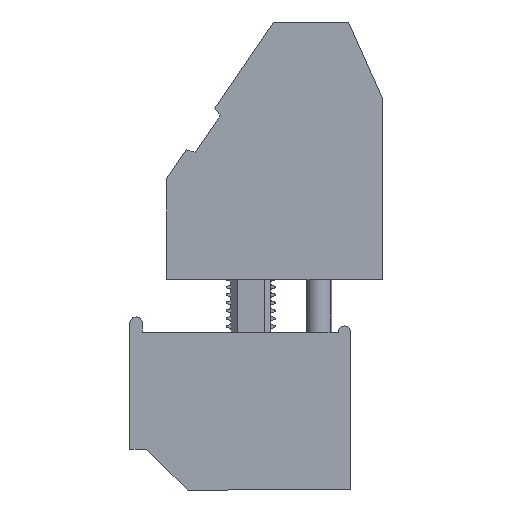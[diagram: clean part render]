
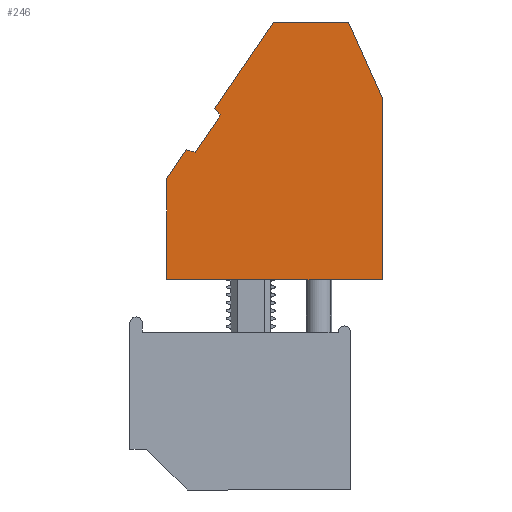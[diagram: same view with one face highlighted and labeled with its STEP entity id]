
A CAD part, left-side view. The second image highlights one B-rep face of the part: STEP entity #246.
In plain terms, the highlighted planar face has unit normal (-1, 0, 0).
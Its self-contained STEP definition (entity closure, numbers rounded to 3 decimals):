
#180=AXIS2_PLACEMENT_3D('Plane Axis2P3D',#177,#178,#179) ;
#49=CARTESIAN_POINT('Vertex',(0.,20.5,29.6)) ;
#52=CARTESIAN_POINT('Line Origine',(0.,19.56,30.979)) ;
#56=CARTESIAN_POINT('Vertex',(0.,18.619,32.358)) ;
#87=CARTESIAN_POINT('Vertex',(0.,20.5,20.)) ;
#90=CARTESIAN_POINT('Line Origine',(0.,20.5,24.8)) ;
#120=CARTESIAN_POINT('Vertex',(0.,3.2,44.5)) ;
#123=CARTESIAN_POINT('Line Origine',(0.,1.6,40.93)) ;
#127=CARTESIAN_POINT('Vertex',(0.,0.,37.36)) ;
#155=CARTESIAN_POINT('Vertex',(0.,15.934,36.296)) ;
#158=CARTESIAN_POINT('Line Origine',(0.,13.137,40.398)) ;
#162=CARTESIAN_POINT('Vertex',(0.,10.34,44.5)) ;
#177=CARTESIAN_POINT('Axis2P3D Location',(0.,0.,0.)) ;
#182=CARTESIAN_POINT('Line Origine',(0.,15.445,35.72)) ;
#186=CARTESIAN_POINT('Vertex',(0.,15.528,35.775)) ;
#188=CARTESIAN_POINT('Vertex',(0.,15.362,35.664)) ;
#191=CARTESIAN_POINT('Line Origine',(0.,16.578,33.86)) ;
#195=CARTESIAN_POINT('Vertex',(0.,17.795,32.057)) ;
#198=CARTESIAN_POINT('Line Origine',(0.,17.877,32.113)) ;
#202=CARTESIAN_POINT('Vertex',(0.,17.96,32.169)) ;
#205=CARTESIAN_POINT('Line Origine',(0.,18.29,32.264)) ;
#210=CARTESIAN_POINT('Line Origine',(0.,10.25,20.)) ;
#214=CARTESIAN_POINT('Vertex',(0.,0.,20.)) ;
#217=CARTESIAN_POINT('Line Origine',(0.,0.,28.68)) ;
#222=CARTESIAN_POINT('Line Origine',(0.,6.77,44.5)) ;
#227=CARTESIAN_POINT('Line Origine',(0.,15.731,36.036)) ;
#53=DIRECTION('Vector Direction',(0.,-0.563,0.826)) ;
#91=DIRECTION('Vector Direction',(0.,0.,1.)) ;
#124=DIRECTION('Vector Direction',(0.,-0.409,-0.913)) ;
#159=DIRECTION('Vector Direction',(0.,-0.563,0.826)) ;
#178=DIRECTION('Axis2P3D Direction',(-1.,0.,0.)) ;
#179=DIRECTION('Axis2P3D XDirection',(0.,0.,1.)) ;
#183=DIRECTION('Vector Direction',(0.,0.829,0.559)) ;
#192=DIRECTION('Vector Direction',(0.,-0.559,0.829)) ;
#199=DIRECTION('Vector Direction',(0.,-0.829,-0.559)) ;
#206=DIRECTION('Vector Direction',(0.,-0.961,-0.276)) ;
#211=DIRECTION('Vector Direction',(0.,1.,0.)) ;
#218=DIRECTION('Vector Direction',(0.,0.,-1.)) ;
#223=DIRECTION('Vector Direction',(0.,-1.,0.)) ;
#228=DIRECTION('Vector Direction',(0.,0.616,0.788)) ;
#54=VECTOR('Line Direction',#53,1.) ;
#92=VECTOR('Line Direction',#91,1.) ;
#125=VECTOR('Line Direction',#124,1.) ;
#160=VECTOR('Line Direction',#159,1.) ;
#184=VECTOR('Line Direction',#183,1.) ;
#193=VECTOR('Line Direction',#192,1.) ;
#200=VECTOR('Line Direction',#199,1.) ;
#207=VECTOR('Line Direction',#206,1.) ;
#212=VECTOR('Line Direction',#211,1.) ;
#219=VECTOR('Line Direction',#218,1.) ;
#224=VECTOR('Line Direction',#223,1.) ;
#229=VECTOR('Line Direction',#228,1.) ;
#233=ORIENTED_EDGE('',*,*,#190,.T.) ;
#234=ORIENTED_EDGE('',*,*,#197,.T.) ;
#235=ORIENTED_EDGE('',*,*,#204,.T.) ;
#236=ORIENTED_EDGE('',*,*,#209,.T.) ;
#237=ORIENTED_EDGE('',*,*,#58,.T.) ;
#238=ORIENTED_EDGE('',*,*,#94,.T.) ;
#239=ORIENTED_EDGE('',*,*,#216,.T.) ;
#240=ORIENTED_EDGE('',*,*,#221,.T.) ;
#241=ORIENTED_EDGE('',*,*,#129,.T.) ;
#242=ORIENTED_EDGE('',*,*,#226,.T.) ;
#243=ORIENTED_EDGE('',*,*,#164,.T.) ;
#244=ORIENTED_EDGE('',*,*,#231,.T.) ;
#246=ADVANCED_FACE('GH-DE-SMSE WGKV 4 GN_YE_NAUO1',(#245),#181,.T.) ;
#58=EDGE_CURVE('',#57,#50,#55,.F.) ;
#94=EDGE_CURVE('',#50,#88,#93,.F.) ;
#129=EDGE_CURVE('',#128,#121,#126,.F.) ;
#164=EDGE_CURVE('',#163,#156,#161,.F.) ;
#190=EDGE_CURVE('',#187,#189,#185,.F.) ;
#197=EDGE_CURVE('',#189,#196,#194,.F.) ;
#204=EDGE_CURVE('',#196,#203,#201,.F.) ;
#209=EDGE_CURVE('',#203,#57,#208,.F.) ;
#216=EDGE_CURVE('',#88,#215,#213,.F.) ;
#221=EDGE_CURVE('',#215,#128,#220,.F.) ;
#226=EDGE_CURVE('',#121,#163,#225,.F.) ;
#231=EDGE_CURVE('',#156,#187,#230,.F.) ;
#232=EDGE_LOOP('',(#233,#234,#235,#236,#237,#238,#239,#240,#241,#242,#243,#244)) ;
#245=FACE_OUTER_BOUND('',#232,.T.) ;
#55=LINE('Line',#52,#54) ;
#93=LINE('Line',#90,#92) ;
#126=LINE('Line',#123,#125) ;
#161=LINE('Line',#158,#160) ;
#185=LINE('Line',#182,#184) ;
#194=LINE('Line',#191,#193) ;
#201=LINE('Line',#198,#200) ;
#208=LINE('Line',#205,#207) ;
#213=LINE('Line',#210,#212) ;
#220=LINE('Line',#217,#219) ;
#225=LINE('Line',#222,#224) ;
#230=LINE('Line',#227,#229) ;
#181=PLANE('',#180) ;
#50=VERTEX_POINT('',#49) ;
#57=VERTEX_POINT('',#56) ;
#88=VERTEX_POINT('',#87) ;
#121=VERTEX_POINT('',#120) ;
#128=VERTEX_POINT('',#127) ;
#156=VERTEX_POINT('',#155) ;
#163=VERTEX_POINT('',#162) ;
#187=VERTEX_POINT('',#186) ;
#189=VERTEX_POINT('',#188) ;
#196=VERTEX_POINT('',#195) ;
#203=VERTEX_POINT('',#202) ;
#215=VERTEX_POINT('',#214) ;
